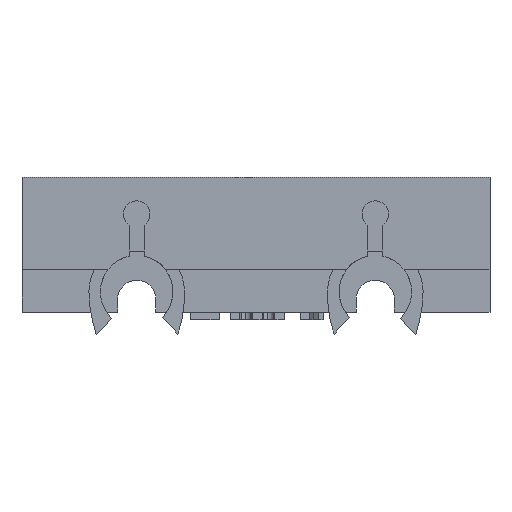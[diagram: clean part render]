
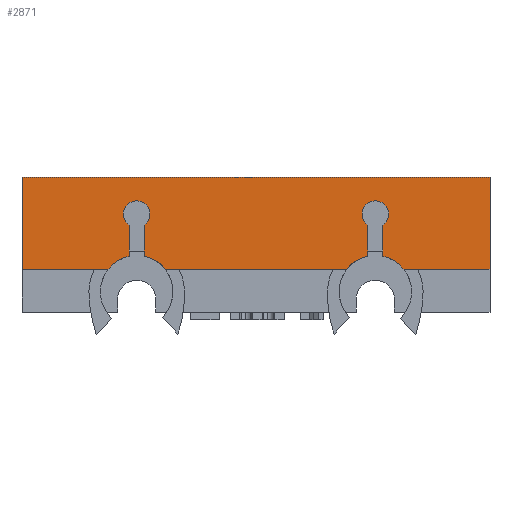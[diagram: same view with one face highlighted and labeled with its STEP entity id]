
A CAD part, front view. The second image highlights one B-rep face of the part: STEP entity #2871.
In plain terms, the highlighted planar face has unit normal (0, -1, 0).
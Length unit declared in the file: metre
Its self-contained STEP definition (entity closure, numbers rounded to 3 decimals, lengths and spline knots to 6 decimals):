
#75=LINE('',#3905,#361);
#79=LINE('',#3912,#365);
#95=LINE('',#3943,#381);
#131=LINE('',#4067,#417);
#139=LINE('',#4087,#425);
#142=LINE('',#4095,#428);
#149=LINE('',#4114,#435);
#236=LINE('',#4407,#522);
#239=LINE('',#4415,#525);
#246=LINE('',#4433,#532);
#361=VECTOR('',#3141,1.);
#365=VECTOR('',#3147,1.);
#381=VECTOR('',#3165,1.);
#417=VECTOR('',#3265,1.);
#425=VECTOR('',#3289,1.);
#428=VECTOR('',#3298,1.);
#435=VECTOR('',#3321,1.);
#522=VECTOR('',#3534,1.);
#525=VECTOR('',#3543,1.);
#532=VECTOR('',#3566,1.);
#1420=ORIENTED_EDGE('',*,*,#1731,.F.);
#1421=ORIENTED_EDGE('',*,*,#1738,.T.);
#1422=ORIENTED_EDGE('',*,*,#1497,.T.);
#1423=ORIENTED_EDGE('',*,*,#1493,.F.);
#1424=ORIENTED_EDGE('',*,*,#1513,.F.);
#1425=ORIENTED_EDGE('',*,*,#1598,.T.);
#1426=ORIENTED_EDGE('',*,*,#1590,.T.);
#1427=ORIENTED_EDGE('',*,*,#1588,.T.);
#1428=ORIENTED_EDGE('',*,*,#1586,.T.);
#1429=ORIENTED_EDGE('',*,*,#1584,.T.);
#1430=ORIENTED_EDGE('',*,*,#1582,.T.);
#1431=ORIENTED_EDGE('',*,*,#1573,.T.);
#1432=ORIENTED_EDGE('',*,*,#1722,.F.);
#1433=ORIENTED_EDGE('',*,*,#1724,.F.);
#1434=ORIENTED_EDGE('',*,*,#1726,.F.);
#1435=ORIENTED_EDGE('',*,*,#1728,.F.);
#1493=EDGE_CURVE('',#1893,#1883,#75,.T.);
#1497=EDGE_CURVE('',#1896,#1883,#79,.T.);
#1513=EDGE_CURVE('',#1909,#1893,#95,.T.);
#1573=EDGE_CURVE('',#1966,#1965,#131,.T.);
#1582=EDGE_CURVE('',#1969,#1966,#2184,.T.);
#1584=EDGE_CURVE('',#1970,#1969,#139,.T.);
#1586=EDGE_CURVE('',#1971,#1970,#2185,.T.);
#1588=EDGE_CURVE('',#1972,#1971,#142,.T.);
#1590=EDGE_CURVE('',#1973,#1972,#2186,.T.);
#1598=EDGE_CURVE('',#1909,#1973,#149,.T.);
#1722=EDGE_CURVE('',#2075,#1965,#2213,.T.);
#1724=EDGE_CURVE('',#2076,#2075,#236,.T.);
#1726=EDGE_CURVE('',#2077,#2076,#2214,.T.);
#1728=EDGE_CURVE('',#2078,#2077,#239,.T.);
#1731=EDGE_CURVE('',#2079,#2078,#2215,.T.);
#1738=EDGE_CURVE('',#2079,#1896,#246,.T.);
#1883=VERTEX_POINT('',#3884);
#1893=VERTEX_POINT('',#3904);
#1896=VERTEX_POINT('',#3913);
#1909=VERTEX_POINT('',#3942);
#1965=VERTEX_POINT('',#4066);
#1966=VERTEX_POINT('',#4068);
#1969=VERTEX_POINT('',#4084);
#1970=VERTEX_POINT('',#4088);
#1971=VERTEX_POINT('',#4092);
#1972=VERTEX_POINT('',#4096);
#1973=VERTEX_POINT('',#4100);
#2075=VERTEX_POINT('',#4402);
#2076=VERTEX_POINT('',#4406);
#2077=VERTEX_POINT('',#4410);
#2078=VERTEX_POINT('',#4414);
#2079=VERTEX_POINT('',#4419);
#2184=CIRCLE('',#2942,0.00475);
#2185=CIRCLE('',#2945,0.00175);
#2186=CIRCLE('',#2948,0.00475);
#2213=CIRCLE('',#3016,0.00475);
#2214=CIRCLE('',#3019,0.00175);
#2215=CIRCLE('',#3022,0.00475);
#2419=EDGE_LOOP('',(#1420,#1421,#1422,#1423,#1424,#1425,#1426,#1427,#1428,
#1429,#1430,#1431,#1432,#1433,#1434,#1435));
#2619=FACE_BOUND('',#2419,.T.);
#2720=PLANE('',#3101);
#2871=ADVANCED_FACE('',(#2619),#2720,.T.);
#2942=AXIS2_PLACEMENT_3D('',#4083,#3284,#3285);
#2945=AXIS2_PLACEMENT_3D('',#4091,#3293,#3294);
#2948=AXIS2_PLACEMENT_3D('',#4099,#3302,#3303);
#3016=AXIS2_PLACEMENT_3D('',#4403,#3529,#3530);
#3019=AXIS2_PLACEMENT_3D('',#4411,#3538,#3539);
#3022=AXIS2_PLACEMENT_3D('',#4420,#3548,#3549);
#3101=AXIS2_PLACEMENT_3D('',#4825,#3804,#3805);
#3141=DIRECTION('',(1.,0.,0.));
#3147=DIRECTION('',(0.,0.,1.));
#3165=DIRECTION('',(0.,0.,1.));
#3265=DIRECTION('',(1.,0.,0.));
#3284=DIRECTION('',(0.,1.,0.));
#3285=DIRECTION('',(-1.,0.,0.));
#3289=DIRECTION('',(0.,0.,-1.));
#3293=DIRECTION('',(0.,1.,0.));
#3294=DIRECTION('',(-1.,0.,0.));
#3298=DIRECTION('',(0.,0.,1.));
#3302=DIRECTION('',(0.,1.,0.));
#3303=DIRECTION('',(-1.,0.,0.));
#3321=DIRECTION('',(1.,0.,0.));
#3529=DIRECTION('',(0.,-1.,0.));
#3530=DIRECTION('',(1.,0.,0.));
#3534=DIRECTION('',(0.,0.,-1.));
#3538=DIRECTION('',(0.,-1.,0.));
#3539=DIRECTION('',(1.,0.,0.));
#3543=DIRECTION('',(0.,0.,1.));
#3548=DIRECTION('',(0.,-1.,0.));
#3549=DIRECTION('',(1.,0.,0.));
#3566=DIRECTION('',(1.,0.,0.));
#3804=DIRECTION('',(0.,-1.,0.));
#3805=DIRECTION('',(1.,0.,0.));
#3884=CARTESIAN_POINT('',(0.015,-0.135053,-0.031999));
#3904=CARTESIAN_POINT('',(-0.046225,-0.135053,-0.031999));
#3905=CARTESIAN_POINT('',(-0.031225,-0.135053,-0.031999));
#3912=CARTESIAN_POINT('',(0.015,-0.135053,-0.047));
#3913=CARTESIAN_POINT('',(0.015,-0.135053,-0.044089));
#3942=CARTESIAN_POINT('',(-0.046225,-0.135053,-0.044089));
#3943=CARTESIAN_POINT('',(-0.046225,-0.135053,-0.047));
#4066=CARTESIAN_POINT('',(-0.003754,-0.135053,-0.044089));
#4067=CARTESIAN_POINT('',(-0.015613,-0.135053,-0.044089));
#4068=CARTESIAN_POINT('',(-0.027471,-0.135053,-0.044089));
#4083=CARTESIAN_POINT('',(-0.031225,-0.135053,-0.047));
#4084=CARTESIAN_POINT('',(-0.030225,-0.135053,-0.042356));
#4087=CARTESIAN_POINT('',(-0.030225,-0.135053,-0.041593));
#4088=CARTESIAN_POINT('',(-0.030225,-0.135053,-0.03831));
#4091=CARTESIAN_POINT('',(-0.031225,-0.135053,-0.036874));
#4092=CARTESIAN_POINT('',(-0.032225,-0.135053,-0.03831));
#4095=CARTESIAN_POINT('',(-0.032225,-0.135053,-0.041593));
#4096=CARTESIAN_POINT('',(-0.032225,-0.135053,-0.042356));
#4099=CARTESIAN_POINT('',(-0.031225,-0.135053,-0.047));
#4100=CARTESIAN_POINT('',(-0.034979,-0.135053,-0.044089));
#4114=CARTESIAN_POINT('',(-0.031225,-0.135053,-0.044089));
#4402=CARTESIAN_POINT('',(-0.001,-0.135053,-0.042356));
#4403=CARTESIAN_POINT('',(0.,-0.135053,-0.047));
#4406=CARTESIAN_POINT('',(-0.001,-0.135053,-0.03831));
#4407=CARTESIAN_POINT('',(-0.001,-0.135053,-0.041593));
#4410=CARTESIAN_POINT('',(0.001,-0.135053,-0.03831));
#4411=CARTESIAN_POINT('',(0.,-0.135053,-0.036874));
#4414=CARTESIAN_POINT('',(0.001,-0.135053,-0.042356));
#4415=CARTESIAN_POINT('',(0.001,-0.135053,-0.041593));
#4419=CARTESIAN_POINT('',(0.003754,-0.135053,-0.044089));
#4420=CARTESIAN_POINT('',(0.,-0.135053,-0.047));
#4433=CARTESIAN_POINT('',(-0.015613,-0.135053,-0.044089));
#4825=CARTESIAN_POINT('',(-0.015613,-0.135053,-0.042334));
